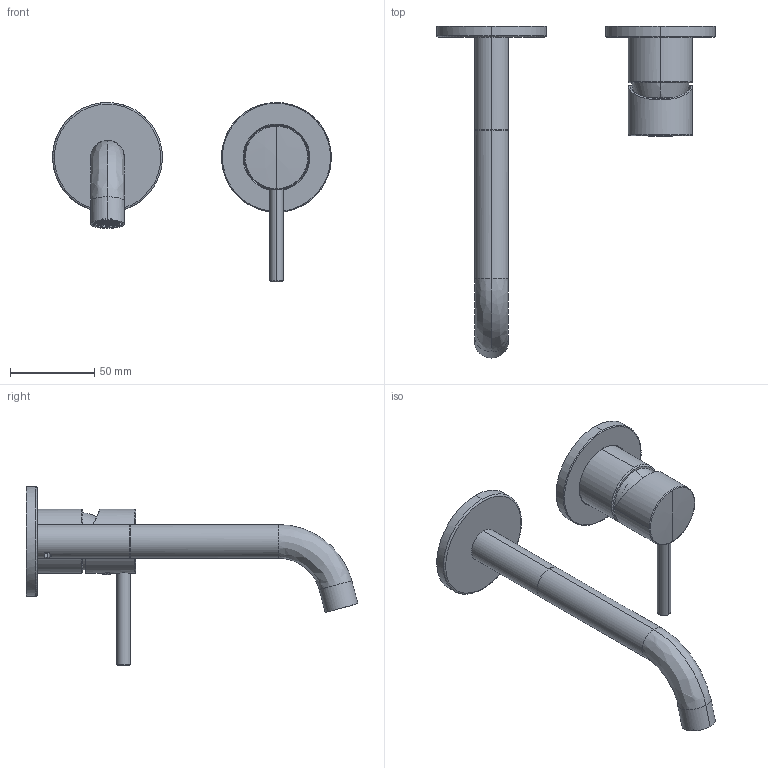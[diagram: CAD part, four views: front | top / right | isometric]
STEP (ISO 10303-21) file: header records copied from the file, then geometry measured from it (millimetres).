
FILE_DESCRIPTION(/* description */ (''),/* implementation_level */ '2;1');
FILE_NAME(/* name */ 'STEP - 164732602.2_2267206',/* time_stamp */ '2024-07-22T13:34:34+10:00',/* author */ (''),/* organization */ (''),/* preprocessor_version */ 'ST-DEVELOPER v16.5',/* originating_system */ 'Rhino 7.23',/* authorisation */ '');
FILE_SCHEMA (('AUTOMOTIVE_DESIGN'));
Length unit declared in the file: millimetre
Products named in the file (14): Document; 1647326022RECE0_ASM; 20602887012616; 20602666012615; 20310257990114; 20501064160113; 20312568162621; 20203041072611; 205011801601910; 2020533901268; 20202747022612; 20505080012645; 20602818012667; 208000800601123
Assembly tree (14 placements, depth 3):
  Document
    1647326022RECE0_ASM
      20602887012616
      20602666012615
      20310257990114
      20501064160113  x2
      20312568162621
      20203041072611
      205011801601910
      2020533901268
      20202747022612
      20505080012645
      20602818012667
      208000800601123
Bounding box: 164.92 x 196.45 x 106 mm (x, y, z)
Volume: 55234.1 mm3; surface area: 70469.9 mm2
Topology: 15 solids, 15 shells, 1883 faces, 5457 edges, 3570 vertices
Faces by surface type: plane 933, cylinder 801, bspline 149
Entity records: 70731 total; most frequent: CARTESIAN_POINT 33024, ORIENTED_EDGE 10822, EDGE_CURVE 5411, B_SPLINE_CURVE_WITH_KNOTS 4914, VERTEX_POINT 3549, EDGE_LOOP 2762, ADVANCED_FACE 1867, FACE_OUTER_BOUND 1867
